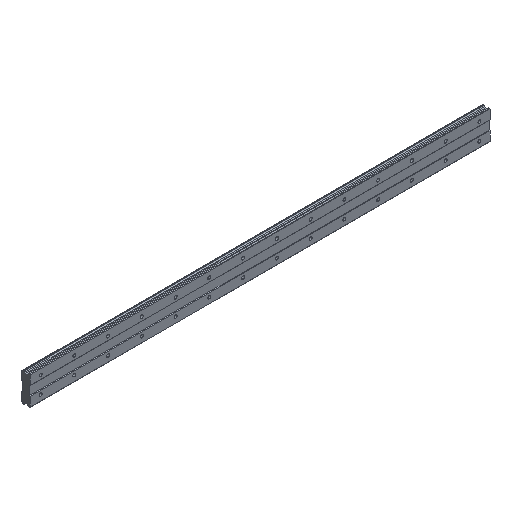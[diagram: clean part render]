
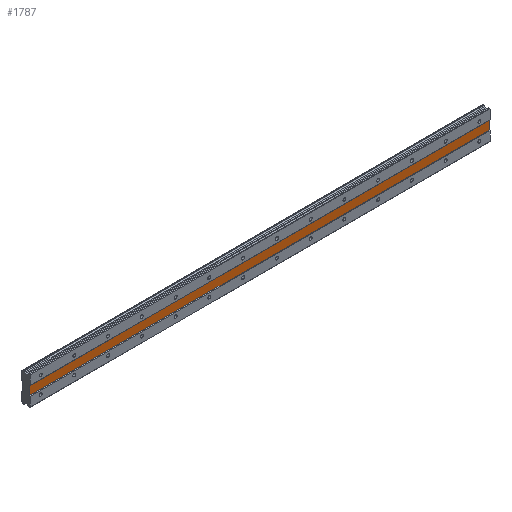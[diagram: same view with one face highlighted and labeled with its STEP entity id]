
A CAD part, isometric view. The second image highlights one B-rep face of the part: STEP entity #1787.
In plain terms, the highlighted planar face has unit normal (0, -1, 0).
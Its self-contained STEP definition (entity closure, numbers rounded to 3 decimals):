
#198 = VERTEX_POINT ( 'NONE', #873 ) ;
#199 = ORIENTED_EDGE ( 'NONE', *, *, #1678, .T. ) ;
#311 = LINE ( 'NONE', #4098, #1344 ) ;
#838 = EDGE_LOOP ( 'NONE', ( #3667, #2630, #4834, #199 ) ) ;
#873 = CARTESIAN_POINT ( 'NONE',  ( 1065., 1., -10. ) ) ;
#991 = LINE ( 'NONE', #5212, #4233 ) ;
#1077 = CARTESIAN_POINT ( 'NONE',  ( 1065., 1., 10. ) ) ;
#1344 = VECTOR ( 'NONE', #2754, 1000. ) ;
#1428 = CARTESIAN_POINT ( 'NONE',  ( 1065., 1., 10. ) ) ;
#1487 = CARTESIAN_POINT ( 'NONE',  ( 1065., 1., 34.482 ) ) ;
#1586 = EDGE_CURVE ( 'NONE', #1931, #198, #991, .T. ) ;
#1678 = EDGE_CURVE ( 'NONE', #2930, #1931, #311, .T. ) ;
#1761 = EDGE_CURVE ( 'NONE', #4222, #198, #2863, .T. ) ;
#1787 = ADVANCED_FACE ( 'NONE', ( #2783 ), #4844, .F. ) ;
#1931 = VERTEX_POINT ( 'NONE', #3490 ) ;
#1981 = CARTESIAN_POINT ( 'NONE',  ( -25., 1., 10. ) ) ;
#2196 = VECTOR ( 'NONE', #4899, 1000. ) ;
#2226 = VECTOR ( 'NONE', #2313, 1000. ) ;
#2313 = DIRECTION ( 'NONE',  ( 0., 0., -1. ) ) ;
#2320 = LINE ( 'NONE', #5352, #2196 ) ;
#2630 = ORIENTED_EDGE ( 'NONE', *, *, #1761, .F. ) ;
#2670 = DIRECTION ( 'NONE',  ( 1., 0., 0. ) ) ;
#2754 = DIRECTION ( 'NONE',  ( 0., 0., -1. ) ) ;
#2783 = FACE_OUTER_BOUND ( 'NONE', #838, .T. ) ;
#2793 = EDGE_CURVE ( 'NONE', #2930, #4222, #2320, .T. ) ;
#2863 = LINE ( 'NONE', #1487, #2226 ) ;
#2930 = VERTEX_POINT ( 'NONE', #1981 ) ;
#3490 = CARTESIAN_POINT ( 'NONE',  ( -25., 1., -10. ) ) ;
#3667 = ORIENTED_EDGE ( 'NONE', *, *, #1586, .T. ) ;
#4098 = CARTESIAN_POINT ( 'NONE',  ( -25., 1., 34.482 ) ) ;
#4222 = VERTEX_POINT ( 'NONE', #1428 ) ;
#4233 = VECTOR ( 'NONE', #2670, 1000. ) ;
#4834 = ORIENTED_EDGE ( 'NONE', *, *, #2793, .F. ) ;
#4844 = PLANE ( 'NONE',  #5198 ) ;
#4869 = DIRECTION ( 'NONE',  ( 0., 1., 0. ) ) ;
#4899 = DIRECTION ( 'NONE',  ( 1., 0., 0. ) ) ;
#4921 = DIRECTION ( 'NONE',  ( 0., 0., 1. ) ) ;
#5198 = AXIS2_PLACEMENT_3D ( 'NONE', #1077, #4869, #4921 ) ;
#5212 = CARTESIAN_POINT ( 'NONE',  ( 1065., 1., -10. ) ) ;
#5352 = CARTESIAN_POINT ( 'NONE',  ( 1065., 1., 10. ) ) ;
